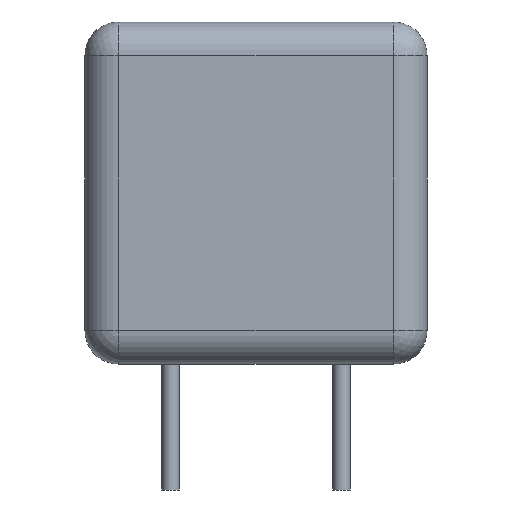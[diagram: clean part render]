
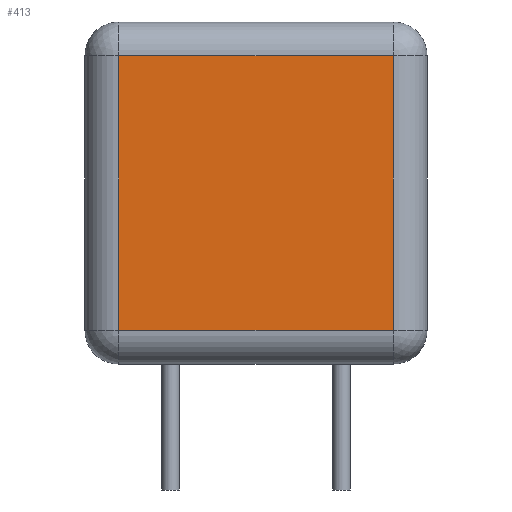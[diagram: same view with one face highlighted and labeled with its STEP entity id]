
A CAD part, front view. The second image highlights one B-rep face of the part: STEP entity #413.
In plain terms, the highlighted planar face has unit normal (0, -1, 0).
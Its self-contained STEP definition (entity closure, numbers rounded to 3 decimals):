
#21=LINE('',#678,#45);
#31=LINE('',#722,#55);
#34=LINE('',#726,#58);
#36=LINE('',#729,#60);
#45=VECTOR('',#547,8.16);
#55=VECTOR('',#601,8.16);
#58=VECTOR('',#606,8.16);
#60=VECTOR('',#610,8.16);
#87=PLANE('',#477);
#121=FACE_OUTER_BOUND('',#155,.T.);
#155=EDGE_LOOP('',(#361,#362,#363,#364));
#193=VERTEX_POINT('',#649);
#199=VERTEX_POINT('',#669);
#205=VERTEX_POINT('',#690);
#211=VERTEX_POINT('',#713);
#235=EDGE_CURVE('',#199,#193,#21,.T.);
#257=EDGE_CURVE('',#199,#211,#31,.T.);
#260=EDGE_CURVE('',#211,#205,#34,.T.);
#262=EDGE_CURVE('',#205,#193,#36,.T.);
#361=ORIENTED_EDGE('',*,*,#257,.F.);
#362=ORIENTED_EDGE('',*,*,#235,.T.);
#363=ORIENTED_EDGE('',*,*,#262,.F.);
#364=ORIENTED_EDGE('',*,*,#260,.F.);
#413=ADVANCED_FACE('',(#121),#87,.F.);
#477=AXIS2_PLACEMENT_3D('',#736,#621,#622);
#547=DIRECTION('',(1.,0.,0.));
#601=DIRECTION('',(0.,0.,1.));
#606=DIRECTION('',(1.,0.,0.));
#610=DIRECTION('',(0.,0.,-1.));
#621=DIRECTION('center_axis',(0.,1.,0.));
#622=DIRECTION('ref_axis',(0.,0.,1.));
#649=CARTESIAN_POINT('',(4.08,-1.905,1.14));
#669=CARTESIAN_POINT('',(-4.08,-1.905,1.14));
#678=CARTESIAN_POINT('',(0.,-1.905,1.14));
#690=CARTESIAN_POINT('',(4.08,-1.905,9.3));
#713=CARTESIAN_POINT('',(-4.08,-1.905,9.3));
#722=CARTESIAN_POINT('',(-4.08,-1.905,10.3));
#726=CARTESIAN_POINT('',(0.,-1.905,9.3));
#729=CARTESIAN_POINT('',(4.08,-1.905,10.3));
#736=CARTESIAN_POINT('Origin',(0.,-1.905,10.3));
